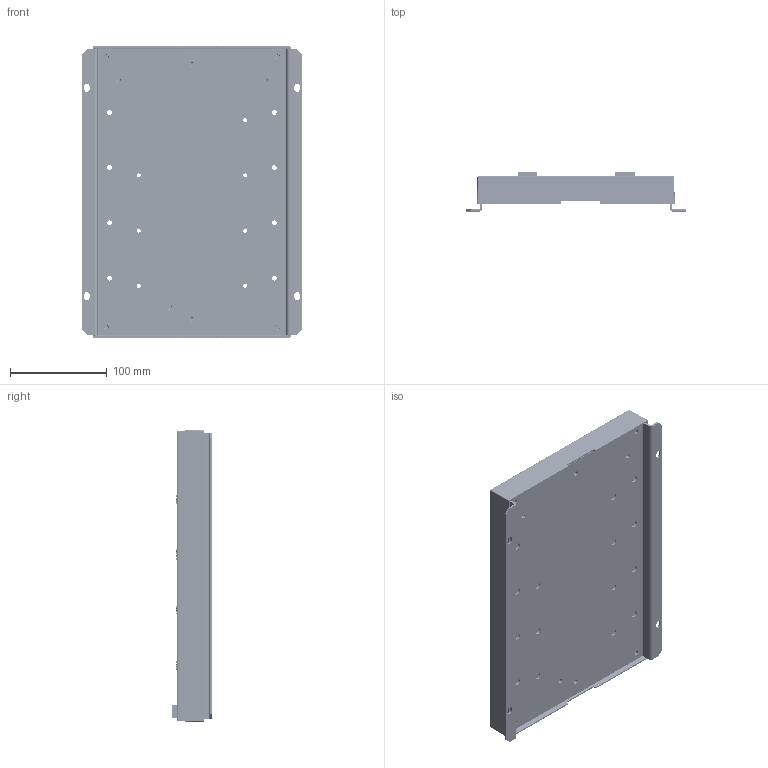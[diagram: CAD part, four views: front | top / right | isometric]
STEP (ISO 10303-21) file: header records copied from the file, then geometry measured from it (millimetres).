
FILE_DESCRIPTION(/* description */ (''),/* implementation_level */ '2;1');
FILE_NAME(/* name */ 'backplane-asm.stp',/* time_stamp */ '2022-09-05T16:20:07+02:00',/* author */ ('STG'),/* organization */ ('Siemens AG'),/* preprocessor_version */ 'ST-DEVELOPER v16.7',/* originating_system */ 'SIEMENS PLM Software NX 12.0',/* authorisation */ '');
FILE_SCHEMA (('AUTOMOTIVE_DESIGN { 1 0 10303 214 3 1 1 1 }'));
Bounding box: 226.8 x 40.75 x 301 mm (x, y, z)
Volume: 397247.4 mm3; surface area: 465822.9 mm2
Topology: 104 solids, 104 shells, 9851 faces, 26746 edges, 17489 vertices
Faces by surface type: plane 7037, cylinder 2327, torus 173, extrusion 123, cone 80, bspline 66, sphere 45
Full cylindrical faces by diameter (mm): 1 x1, 2.85 x6, 3.242 x1, 3.7 x6, 4 x1, 6.599 x1, 7.12 x1, 7.2 x25
Entity records: 248152 total; most frequent: CRTPNT 58175, ORNEDG 33586, DRCTN 30825, EDGCRV 16793, VECTOR 12399, LINE 12276, VRTPNT 11078, A2PL3D 9213
